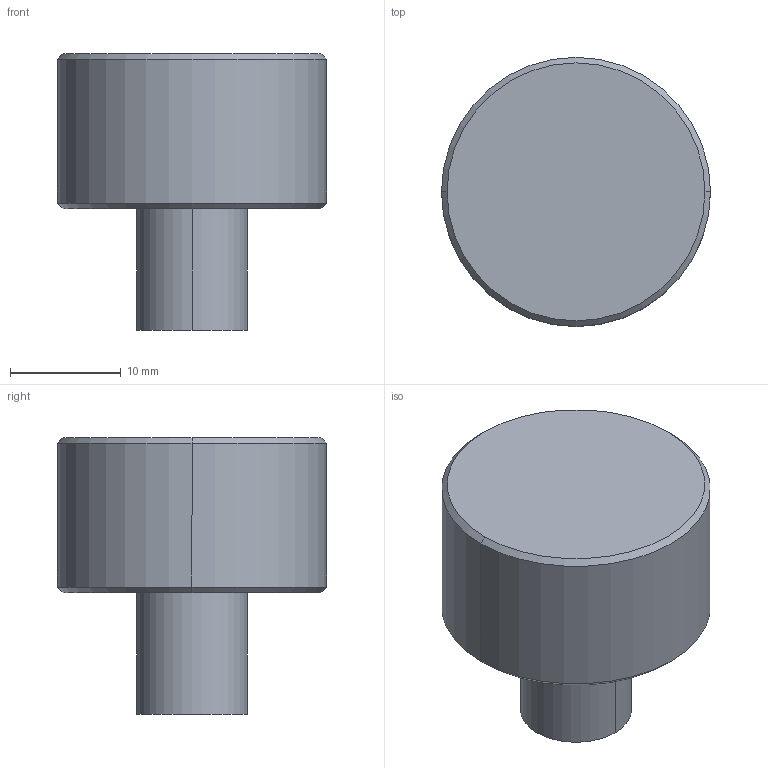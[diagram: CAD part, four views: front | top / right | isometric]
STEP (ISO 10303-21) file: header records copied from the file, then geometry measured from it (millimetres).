
FILE_DESCRIPTION(('Creo Elements/Direct Modeling STEP Export'),'2;1');
FILE_NAME('2508-24.stp','2022-12-13T10:25:27',(''),(''),'Creo Elements/Direct Modeling STEP processor for AP214 (Solid Model)','Creo Elements/Direct Modeling 20.0 12-Nov-2016 (C) Parametric Technology GmbH','');
FILE_SCHEMA(('AUTOMOTIVE_DESIGN { 1 0 10303 214 1 1 1 1 }'));
Length unit declared in the file: millimetre
Products named in the file (2): AL-11905
Assembly tree (1 placements, depth 2):
  AL-11905
    AL-11905
Bounding box: 24.3 x 24.3 x 25 mm (x, y, z)
Volume: 7245.7 mm3; surface area: 2397.1 mm2
Topology: 1 solids, 1 shells, 20 faces, 40 edges, 23 vertices
Faces by surface type: cylinder 8, cone 8, plane 4
Entity records: 514 total; most frequent: DIRECTION 82, ORIENTED_EDGE 76, CARTESIAN_POINT 72, EDGE_CURVE 38, AXIS2_PLACEMENT_3D 33, VERTEX_POINT 23, EDGE_LOOP 23, FACE_OUTER_BOUND 20
